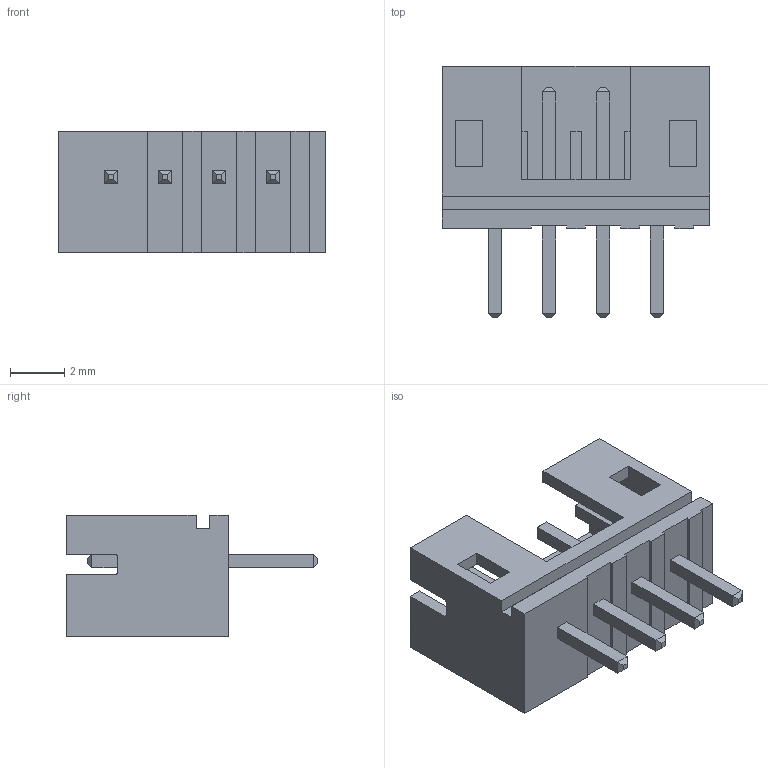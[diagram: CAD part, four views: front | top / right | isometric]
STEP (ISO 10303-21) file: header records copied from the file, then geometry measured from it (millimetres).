
FILE_DESCRIPTION (( 'STEP AP214' ), '1' );
FILE_NAME ('096A1839-E4F4-4587-B647-5AEF30A9744E.STEP', '2023-08-11T09:20:36', ( '' ), ( '' ), 'SwSTEP 2.0', 'SolidWorks 2022', '' );
FILE_SCHEMA (( 'AUTOMOTIVE_DESIGN' ));
Length unit declared in the file: millimetre
Products named in the file (1): 096A1839-E4F4-4587-B647-5AEF30A9744E
Bounding box: 9.9 x 9.3 x 4.5 mm (x, y, z)
Volume: 120.2 mm3; surface area: 412.1 mm2
Topology: 1 solids, 1 shells, 136 faces, 352 edges, 224 vertices
Faces by surface type: plane 132, cylinder 4
Entity records: 4862 total; most frequent: CARTESIAN_POINT 713, ORIENTED_EDGE 704, DIRECTION 634, EDGE_CURVE 352, LINE 344, VECTOR 344, VERTEX_POINT 224, EDGE_LOOP 146
